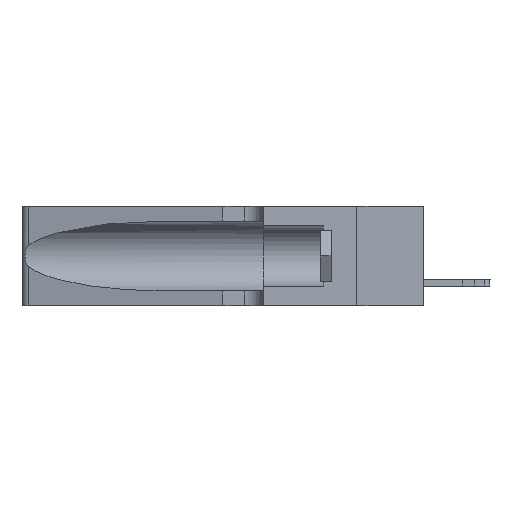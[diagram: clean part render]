
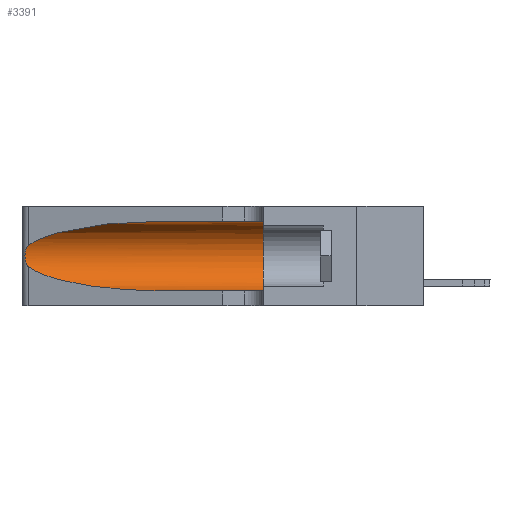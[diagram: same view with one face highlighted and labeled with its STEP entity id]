
A CAD part, left-side view. The second image highlights one B-rep face of the part: STEP entity #3391.
In plain terms, the highlighted cylindrical face has radius 3.308 mm (diameter 6.617 mm), a partial arc.
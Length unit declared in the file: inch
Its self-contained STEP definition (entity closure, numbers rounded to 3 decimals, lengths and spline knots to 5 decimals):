
#32 = CARTESIAN_POINT ( 'NONE',  ( 0.25555, 1.22994, 0.2215 ) ) ;
#537 = DIRECTION ( 'NONE',  ( 0., -1., 0. ) ) ;
#1238 = CARTESIAN_POINT ( 'NONE',  ( 0.1305, 0.72297, 0.31525 ) ) ;
#1327 = CARTESIAN_POINT ( 'NONE',  ( 0.25555, 1.22993, 0.14849 ) ) ;
#1947 = AXIS2_PLACEMENT_3D ( 'NONE', #9863, #13002, #5496 ) ;
#2639 = CARTESIAN_POINT ( 'NONE',  ( 0.1305, 0.72297, 0.05475 ) ) ;
#2716 = EDGE_CURVE ( 'NONE', #8560, #12145, #18418, .T. ) ;
#2743 = CARTESIAN_POINT ( 'NONE',  ( 0.18966, 0.96281, 0.31525 ) ) ;
#2803 = CARTESIAN_POINT ( 'NONE',  ( 0.1305, 1.61858, 0.05475 ) ) ;
#2838 = ORIENTED_EDGE ( 'NONE', *, *, #4681, .T. ) ;
#3101 = CARTESIAN_POINT ( 'NONE',  ( 0.25789, 1.23486, 0.15765 ) ) ;
#3226 = ORIENTED_EDGE ( 'NONE', *, *, #2716, .T. ) ;
#3391 = ADVANCED_FACE ( 'NONE', ( #3482 ), #12908, .F. ) ;
#3482 = FACE_OUTER_BOUND ( 'NONE', #15983, .T. ) ;
#3947 = CARTESIAN_POINT ( 'NONE',  ( 0.1305, 0.35, 0.05475 ) ) ;
#3969 = EDGE_CURVE ( 'NONE', #17354, #8560, #9916, .T. ) ;
#4415 = DIRECTION ( 'NONE',  ( 0., -1., 0. ) ) ;
#4535 = CARTESIAN_POINT ( 'NONE',  ( 0.25487, 1.22718, 0.14631 ) ) ;
#4638 = CARTESIAN_POINT ( 'NONE',  ( 0.26075, 1.23896, 0.19203 ) ) ;
#4681 = EDGE_CURVE ( 'NONE', #12145, #14635, #15517, .T. ) ;
#5149 = CARTESIAN_POINT ( 'NONE',  ( 0.1305, 1.61858, 0.31525 ) ) ;
#5496 = DIRECTION ( 'NONE',  ( 0., 0., 1. ) ) ;
#5557 = VECTOR ( 'NONE', #537, 39.37008 ) ;
#5891 = CARTESIAN_POINT ( 'NONE',  ( 0.26017, 1.23833, 0.17102 ) ) ;
#6153 = CARTESIAN_POINT ( 'NONE',  ( 0.25856, 1.23593, 0.16098 ) ) ;
#6168 = CARTESIAN_POINT ( 'NONE',  ( 0.18966, 0.96281, 0.05475 ) ) ;
#6199 = ORIENTED_EDGE ( 'NONE', *, *, #15777, .T. ) ;
#6403 = CARTESIAN_POINT ( 'NONE',  ( 0.1305, 0.35, 0.31525 ) ) ;
#6442 = CARTESIAN_POINT ( 'NONE',  ( 0.1305, 0.72297, 0.31525 ) ) ;
#7453 = LINE ( 'NONE', #5149, #5557 ) ;
#7825 = VECTOR ( 'NONE', #4415, 39.37008 ) ;
#8560 = VERTEX_POINT ( 'NONE', #16816 ) ;
#9863 = CARTESIAN_POINT ( 'NONE',  ( 0.1305, 0.35, 0.185 ) ) ;
#9916 =( BOUNDED_CURVE ( )  B_SPLINE_CURVE ( 3, ( #1238, #2743, #13290, #19333 ),
 .UNSPECIFIED., .F., .T. ) 
 B_SPLINE_CURVE_WITH_KNOTS ( ( 4, 4 ),
 ( 1.5708, 2.84003 ),
 .UNSPECIFIED. ) 
 CURVE ( )  GEOMETRIC_REPRESENTATION_ITEM ( )  RATIONAL_B_SPLINE_CURVE ( ( 1., 0.87, 0.87, 1. ) ) 
 REPRESENTATION_ITEM ( '' )  );
#10076 = ORIENTED_EDGE ( 'NONE', *, *, #13167, .F. ) ;
#10444 = CARTESIAN_POINT ( 'NONE',  ( 0.25487, 1.22718, 0.22369 ) ) ;
#10686 = DIRECTION ( 'NONE',  ( 0., 0., -1. ) ) ;
#10814 = DIRECTION ( 'NONE',  ( 0., -1., 0. ) ) ;
#11837 = CARTESIAN_POINT ( 'NONE',  ( 0.26018, 1.23835, 0.19895 ) ) ;
#11953 = ORIENTED_EDGE ( 'NONE', *, *, #3969, .T. ) ;
#12110 = CARTESIAN_POINT ( 'NONE',  ( 0.25854, 1.2359, 0.20912 ) ) ;
#12145 = VERTEX_POINT ( 'NONE', #14517 ) ;
#12632 = EDGE_CURVE ( 'NONE', #13003, #13957, #19234, .T. ) ;
#12908 = CYLINDRICAL_SURFACE ( 'NONE', #16356, 0.13025 ) ;
#13002 = DIRECTION ( 'NONE',  ( 0., 1., 0. ) ) ;
#13003 = VERTEX_POINT ( 'NONE', #6403 ) ;
#13167 = EDGE_CURVE ( 'NONE', #17354, #13003, #7453, .T. ) ;
#13290 = CARTESIAN_POINT ( 'NONE',  ( 0.2373, 1.15595, 0.28018 ) ) ;
#13662 = CARTESIAN_POINT ( 'NONE',  ( 0.2373, 1.15595, 0.08982 ) ) ;
#13957 = VERTEX_POINT ( 'NONE', #3947 ) ;
#14517 = CARTESIAN_POINT ( 'NONE',  ( 0.25487, 1.22718, 0.14631 ) ) ;
#14635 = VERTEX_POINT ( 'NONE', #2639 ) ;
#14898 = CARTESIAN_POINT ( 'NONE',  ( 0.25639, 1.23184, 0.21858 ) ) ;
#15035 = CARTESIAN_POINT ( 'NONE',  ( 0.25787, 1.23484, 0.2124 ) ) ;
#15168 = CARTESIAN_POINT ( 'NONE',  ( 0.26075, 1.23896, 0.178 ) ) ;
#15374 = LINE ( 'NONE', #2803, #7825 ) ;
#15517 =( BOUNDED_CURVE ( )  B_SPLINE_CURVE ( 3, ( #4535, #13662, #6168, #16685 ),
 .UNSPECIFIED., .F., .T. ) 
 B_SPLINE_CURVE_WITH_KNOTS ( ( 4, 4 ),
 ( 3.44316, 4.71239 ),
 .UNSPECIFIED. ) 
 CURVE ( )  GEOMETRIC_REPRESENTATION_ITEM ( )  RATIONAL_B_SPLINE_CURVE ( ( 1., 0.87, 0.87, 1. ) ) 
 REPRESENTATION_ITEM ( '' )  );
#15777 = EDGE_CURVE ( 'NONE', #14635, #13957, #15374, .T. ) ;
#15983 = EDGE_LOOP ( 'NONE', ( #11953, #3226, #2838, #6199, #16391, #10076 ) ) ;
#16356 = AXIS2_PLACEMENT_3D ( 'NONE', #18238, #10814, #10686 ) ;
#16391 = ORIENTED_EDGE ( 'NONE', *, *, #12632, .F. ) ;
#16685 = CARTESIAN_POINT ( 'NONE',  ( 0.1305, 0.72297, 0.05475 ) ) ;
#16816 = CARTESIAN_POINT ( 'NONE',  ( 0.25487, 1.22718, 0.22369 ) ) ;
#17354 = VERTEX_POINT ( 'NONE', #6442 ) ;
#17855 = CARTESIAN_POINT ( 'NONE',  ( 0.25639, 1.23186, 0.15144 ) ) ;
#18118 = CARTESIAN_POINT ( 'NONE',  ( 0.25487, 1.22718, 0.14631 ) ) ;
#18238 = CARTESIAN_POINT ( 'NONE',  ( 0.1305, 1.61858, 0.185 ) ) ;
#18418 = B_SPLINE_CURVE_WITH_KNOTS ( 'NONE', 3,
 ( #10444, #32, #14898, #15035, #12110, #11837, #4638, #15168, #5891, #6153, #3101, #17855, #1327, #18118 ),
 .UNSPECIFIED., .F., .F.,
 ( 4, 2, 2, 2, 2, 2, 4 ),
 ( 0., 0.00027, 0.00053, 0.00107, 0.0016, 0.00187, 0.00214 ),
 .UNSPECIFIED. ) ;
#19234 = CIRCLE ( 'NONE', #1947, 0.13025 ) ;
#19333 = CARTESIAN_POINT ( 'NONE',  ( 0.25487, 1.22718, 0.22369 ) ) ;
